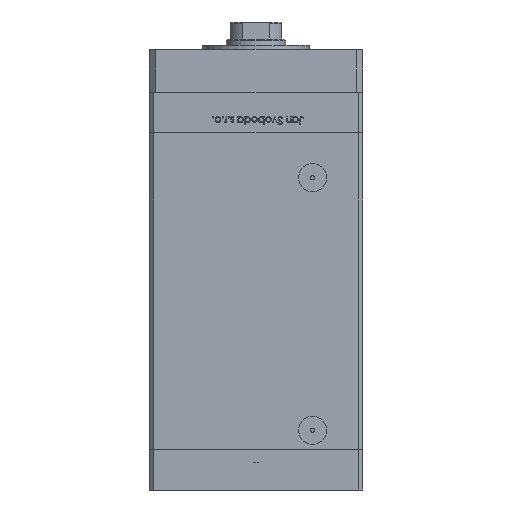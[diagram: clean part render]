
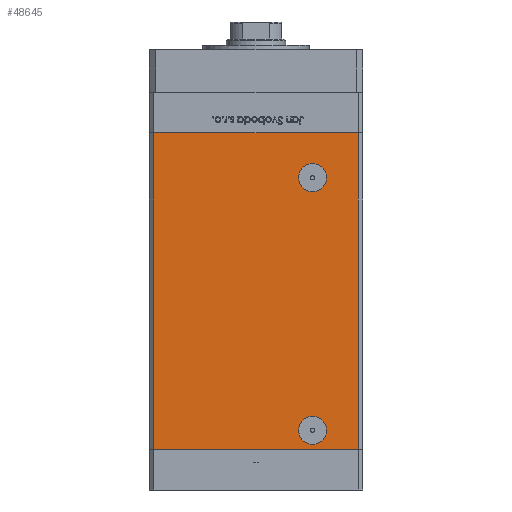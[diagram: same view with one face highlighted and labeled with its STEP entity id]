
A CAD part, front view. The second image highlights one B-rep face of the part: STEP entity #48645.
In plain terms, the highlighted planar face has unit normal (0, -1, 0).
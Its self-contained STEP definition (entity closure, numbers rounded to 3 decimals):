
#162 = CIRCLE ( 'NONE', #18458, 6.58 ) ;
#705 = CARTESIAN_POINT ( 'NONE',  ( 48., -43.5, 0. ) ) ;
#715 = DIRECTION ( 'NONE',  ( 0., 0., 1. ) ) ;
#1472 = CARTESIAN_POINT ( 'NONE',  ( -48., -43.5, 148.5 ) ) ;
#2514 = EDGE_CURVE ( 'NONE', #36673, #20421, #3500, .T. ) ;
#2529 = CARTESIAN_POINT ( 'NONE',  ( 48., -43.5, 148.5 ) ) ;
#3500 = CIRCLE ( 'NONE', #16550, 6.58 ) ;
#3619 = EDGE_LOOP ( 'NONE', ( #20152, #37011 ) ) ;
#3876 = VECTOR ( 'NONE', #18100, 1000. ) ;
#4077 = VERTEX_POINT ( 'NONE', #39974 ) ;
#4120 = CARTESIAN_POINT ( 'NONE',  ( -48., -43.5, 0. ) ) ;
#4698 = VECTOR ( 'NONE', #9033, 1000. ) ;
#9033 = DIRECTION ( 'NONE',  ( 1., 0., 0. ) ) ;
#9429 = FACE_OUTER_BOUND ( 'NONE', #30040, .T. ) ;
#9546 = EDGE_CURVE ( 'NONE', #11616, #52578, #12302, .T. ) ;
#9840 = VERTEX_POINT ( 'NONE', #44332 ) ;
#10678 = EDGE_CURVE ( 'NONE', #52578, #11616, #162, .T. ) ;
#11616 = VERTEX_POINT ( 'NONE', #52618 ) ;
#12183 = EDGE_CURVE ( 'NONE', #9840, #4077, #52946, .T. ) ;
#12302 = CIRCLE ( 'NONE', #48043, 6.58 ) ;
#14701 = CARTESIAN_POINT ( 'NONE',  ( 26.5, -43.5, 127.5 ) ) ;
#16550 = AXIS2_PLACEMENT_3D ( 'NONE', #44456, #18589, #35199 ) ;
#17103 = EDGE_CURVE ( 'NONE', #4077, #18858, #29744, .T. ) ;
#17337 = DIRECTION ( 'NONE',  ( 0., 1., 0. ) ) ;
#18100 = DIRECTION ( 'NONE',  ( 1., 0., 0. ) ) ;
#18458 = AXIS2_PLACEMENT_3D ( 'NONE', #14701, #52343, #39251 ) ;
#18589 = DIRECTION ( 'NONE',  ( 0., -1., 0. ) ) ;
#18800 = CARTESIAN_POINT ( 'NONE',  ( 26.5, -43.5, 2.42 ) ) ;
#18858 = VERTEX_POINT ( 'NONE', #705 ) ;
#20152 = ORIENTED_EDGE ( 'NONE', *, *, #10678, .T. ) ;
#20421 = VERTEX_POINT ( 'NONE', #29748 ) ;
#21444 = PLANE ( 'NONE',  #49857 ) ;
#22206 = LINE ( 'NONE', #1472, #3876 ) ;
#22507 = AXIS2_PLACEMENT_3D ( 'NONE', #43272, #34805, #29647 ) ;
#24474 = VECTOR ( 'NONE', #35784, 1000. ) ;
#26050 = CARTESIAN_POINT ( 'NONE',  ( 26.5, -43.5, 127.5 ) ) ;
#26331 = CARTESIAN_POINT ( 'NONE',  ( -48., -43.5, 148.5 ) ) ;
#27302 = CARTESIAN_POINT ( 'NONE',  ( 48., -43.5, 148.5 ) ) ;
#28063 = ORIENTED_EDGE ( 'NONE', *, *, #39337, .F. ) ;
#28540 = ORIENTED_EDGE ( 'NONE', *, *, #17103, .T. ) ;
#29647 = DIRECTION ( 'NONE',  ( 0., 0., -1. ) ) ;
#29744 = LINE ( 'NONE', #4120, #4698 ) ;
#29748 = CARTESIAN_POINT ( 'NONE',  ( 26.5, -43.5, 15.58 ) ) ;
#30040 = EDGE_LOOP ( 'NONE', ( #28540, #28063, #42787, #45528 ) ) ;
#31188 = EDGE_CURVE ( 'NONE', #20421, #36673, #45152, .T. ) ;
#33261 = VECTOR ( 'NONE', #42017, 1000. ) ;
#34805 = DIRECTION ( 'NONE',  ( 0., -1., 0. ) ) ;
#35199 = DIRECTION ( 'NONE',  ( 0., 0., -1. ) ) ;
#35784 = DIRECTION ( 'NONE',  ( 0., 0., -1. ) ) ;
#36673 = VERTEX_POINT ( 'NONE', #18800 ) ;
#37011 = ORIENTED_EDGE ( 'NONE', *, *, #9546, .T. ) ;
#39251 = DIRECTION ( 'NONE',  ( 0., 0., -1. ) ) ;
#39337 = EDGE_CURVE ( 'NONE', #46737, #18858, #39881, .T. ) ;
#39881 = LINE ( 'NONE', #2529, #24474 ) ;
#39974 = CARTESIAN_POINT ( 'NONE',  ( -48., -43.5, 0. ) ) ;
#42017 = DIRECTION ( 'NONE',  ( 0., 0., -1. ) ) ;
#42420 = DIRECTION ( 'NONE',  ( 0., 0., -1. ) ) ;
#42787 = ORIENTED_EDGE ( 'NONE', *, *, #53649, .F. ) ;
#43123 = EDGE_LOOP ( 'NONE', ( #51589, #51239 ) ) ;
#43272 = CARTESIAN_POINT ( 'NONE',  ( 26.5, -43.5, 9. ) ) ;
#44332 = CARTESIAN_POINT ( 'NONE',  ( -48., -43.5, 148.5 ) ) ;
#44456 = CARTESIAN_POINT ( 'NONE',  ( 26.5, -43.5, 9. ) ) ;
#45152 = CIRCLE ( 'NONE', #22507, 6.58 ) ;
#45528 = ORIENTED_EDGE ( 'NONE', *, *, #12183, .T. ) ;
#45983 = DIRECTION ( 'NONE',  ( 0., 1., 0. ) ) ;
#46737 = VERTEX_POINT ( 'NONE', #27302 ) ;
#47049 = FACE_BOUND ( 'NONE', #43123, .T. ) ;
#48043 = AXIS2_PLACEMENT_3D ( 'NONE', #26050, #45983, #42420 ) ;
#48645 = ADVANCED_FACE ( 'NONE', ( #47049, #9429, #51697 ), #21444, .F. ) ;
#48853 = CARTESIAN_POINT ( 'NONE',  ( -48., -43.5, 148.5 ) ) ;
#49857 = AXIS2_PLACEMENT_3D ( 'NONE', #26331, #17337, #715 ) ;
#51239 = ORIENTED_EDGE ( 'NONE', *, *, #31188, .F. ) ;
#51589 = ORIENTED_EDGE ( 'NONE', *, *, #2514, .F. ) ;
#51697 = FACE_BOUND ( 'NONE', #3619, .T. ) ;
#52343 = DIRECTION ( 'NONE',  ( 0., 1., 0. ) ) ;
#52420 = CARTESIAN_POINT ( 'NONE',  ( 26.5, -43.5, 120.92 ) ) ;
#52578 = VERTEX_POINT ( 'NONE', #52420 ) ;
#52618 = CARTESIAN_POINT ( 'NONE',  ( 26.5, -43.5, 134.08 ) ) ;
#52946 = LINE ( 'NONE', #48853, #33261 ) ;
#53649 = EDGE_CURVE ( 'NONE', #9840, #46737, #22206, .T. ) ;
